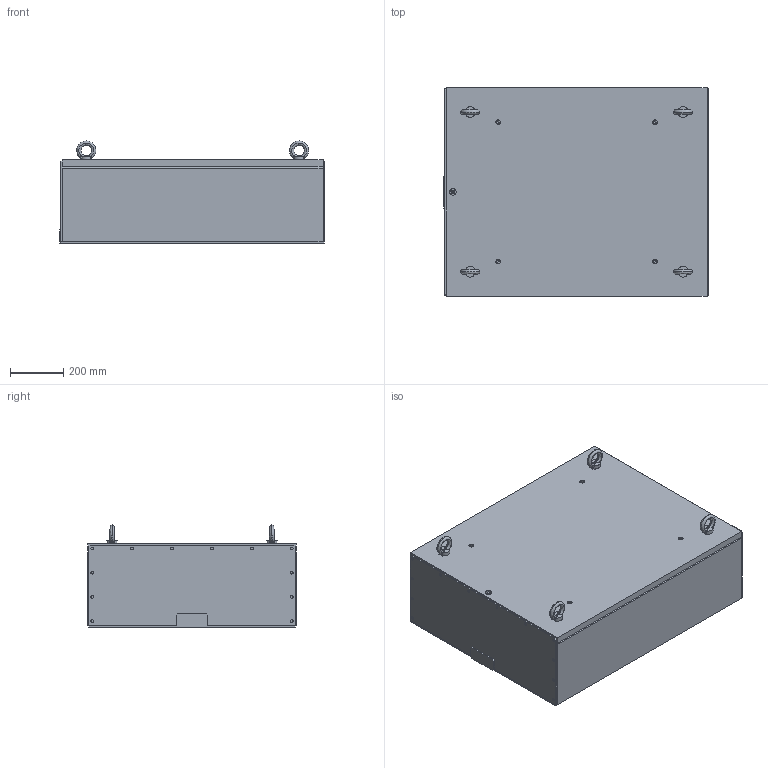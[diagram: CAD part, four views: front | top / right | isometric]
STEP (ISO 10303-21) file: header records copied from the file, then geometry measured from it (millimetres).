
FILE_DESCRIPTION(/* description */ (''),/* implementation_level */ '2;1');
FILE_NAME(/* name */ 'SVMF071000.stp',/* time_stamp */ '2021-02-26T08:18:34+01:00',/* author */ ('VP'),/* organization */ (''),/* preprocessor_version */ 'ST-DEVELOPER v18.1',/* originating_system */ 'Autodesk Inventor 2021',/* authorisation */ '');
FILE_SCHEMA (('AUTOMOTIVE_DESIGN { 1 0 10303 214 3 1 1 }'));
Length unit declared in the file: millimetre
Products named in the file (1): SVMF071000_Shrinkwrap_1
Bounding box: 995 x 785 x 384 mm (x, y, z)
Volume: 39531410.8 mm3; surface area: 5468464.7 mm2
Topology: 17 solids, 17 shells, 272 faces, 681 edges, 436 vertices
Faces by surface type: plane 151, cylinder 69, cone 32, bspline 16, torus 4
Full cylindrical faces by diameter (mm): 6.647 x2, 8 x1, 9 x1, 10 x12, 17.294 x8, 18.4 x4, 20 x8, 24 x1
Entity records: 10592 total; most frequent: CARTESIAN_POINT 3614, DIRECTION 1407, ORIENTED_EDGE 1346, EDGE_CURVE 673, AXIS2_PLACEMENT_3D 545, VERTEX_POINT 436, EDGE_LOOP 327, LINE 317
